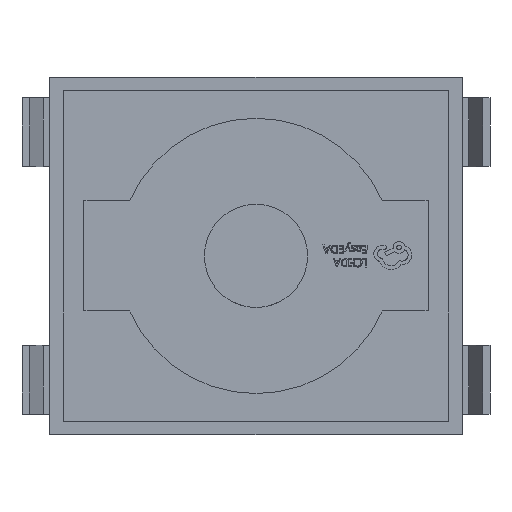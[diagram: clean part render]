
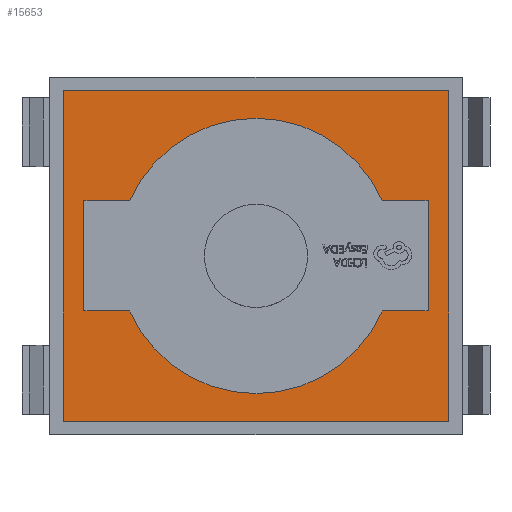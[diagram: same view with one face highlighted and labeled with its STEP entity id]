
A CAD part, top view. The second image highlights one B-rep face of the part: STEP entity #15653.
In plain terms, the highlighted planar face has unit normal (0, 0, 1).
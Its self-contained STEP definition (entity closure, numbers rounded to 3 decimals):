
#287 = ORIENTED_EDGE ( 'NONE', *, *, #7855, .F. ) ;
#325 = VERTEX_POINT ( 'NONE', #18317 ) ;
#411 = VECTOR ( 'NONE', #19116, 1000. ) ;
#423 = EDGE_CURVE ( 'NONE', #9955, #19532, #10697, .T. ) ;
#570 = CARTESIAN_POINT ( 'NONE',  ( -1.4, -1.2, 0.05 ) ) ;
#942 = CARTESIAN_POINT ( 'NONE',  ( 1.25, 0.4, 0.05 ) ) ;
#1290 = VECTOR ( 'NONE', #12227, 1000. ) ;
#1598 = CARTESIAN_POINT ( 'NONE',  ( -1.4, 1.2, 0.05 ) ) ;
#1718 = VERTEX_POINT ( 'NONE', #15160 ) ;
#1903 = DIRECTION ( 'NONE',  ( -1., 0., 0. ) ) ;
#2099 = VERTEX_POINT ( 'NONE', #15041 ) ;
#2220 = DIRECTION ( 'NONE',  ( 0., -1., 0. ) ) ;
#2488 = LINE ( 'NONE', #7598, #1290 ) ;
#2538 = CIRCLE ( 'NONE', #3548, 1. ) ;
#2673 = VECTOR ( 'NONE', #2220, 1000. ) ;
#2911 = PLANE ( 'NONE',  #19454 ) ;
#3009 = DIRECTION ( 'NONE',  ( -1., 0., 0. ) ) ;
#3376 = VECTOR ( 'NONE', #17763, 1000. ) ;
#3548 = AXIS2_PLACEMENT_3D ( 'NONE', #10642, #4288, #10742 ) ;
#3572 = DIRECTION ( 'NONE',  ( -1., 0., 0. ) ) ;
#3852 = DIRECTION ( 'NONE',  ( 0., -1., 0. ) ) ;
#4136 = EDGE_CURVE ( 'NONE', #8726, #18793, #8575, .T. ) ;
#4246 = DIRECTION ( 'NONE',  ( -1., 0., 0. ) ) ;
#4288 = DIRECTION ( 'NONE',  ( 0., 0., 1. ) ) ;
#4604 = LINE ( 'NONE', #12591, #411 ) ;
#4806 = DIRECTION ( 'NONE',  ( 0., 1., 0. ) ) ;
#4948 = LINE ( 'NONE', #18065, #11622 ) ;
#4987 = ORIENTED_EDGE ( 'NONE', *, *, #7460, .F. ) ;
#5034 = ORIENTED_EDGE ( 'NONE', *, *, #18343, .F. ) ;
#5261 = ORIENTED_EDGE ( 'NONE', *, *, #11396, .F. ) ;
#5430 = CARTESIAN_POINT ( 'NONE',  ( 1.4, -1.2, 0.05 ) ) ;
#5758 = DIRECTION ( 'NONE',  ( 1., 0., 0. ) ) ;
#5970 = FACE_BOUND ( 'NONE', #13287, .T. ) ;
#6066 = EDGE_CURVE ( 'NONE', #325, #9955, #9257, .T. ) ;
#6205 = VERTEX_POINT ( 'NONE', #17181 ) ;
#6461 = VECTOR ( 'NONE', #5758, 1000. ) ;
#6604 = VECTOR ( 'NONE', #4806, 1000. ) ;
#6626 = CARTESIAN_POINT ( 'NONE',  ( -1.25, 0.4, 0.05 ) ) ;
#6653 = VERTEX_POINT ( 'NONE', #12933 ) ;
#7460 = EDGE_CURVE ( 'NONE', #16042, #6205, #19365, .T. ) ;
#7598 = CARTESIAN_POINT ( 'NONE',  ( 1.4, -1.2, 0.05 ) ) ;
#7729 = CARTESIAN_POINT ( 'NONE',  ( 0., 0., 0.05 ) ) ;
#7855 = EDGE_CURVE ( 'NONE', #2099, #14254, #7962, .T. ) ;
#7962 = LINE ( 'NONE', #19323, #11755 ) ;
#8575 = LINE ( 'NONE', #570, #13283 ) ;
#8726 = VERTEX_POINT ( 'NONE', #1598 ) ;
#9062 = VECTOR ( 'NONE', #4246, 1000. ) ;
#9257 = LINE ( 'NONE', #16029, #6604 ) ;
#9422 = EDGE_CURVE ( 'NONE', #6205, #1718, #2538, .T. ) ;
#9531 = ORIENTED_EDGE ( 'NONE', *, *, #15146, .T. ) ;
#9805 = EDGE_CURVE ( 'NONE', #6653, #8726, #4948, .T. ) ;
#9846 = CARTESIAN_POINT ( 'NONE',  ( -1.4, -1.2, 0.05 ) ) ;
#9955 = VERTEX_POINT ( 'NONE', #942 ) ;
#10110 = CIRCLE ( 'NONE', #16869, 1. ) ;
#10642 = CARTESIAN_POINT ( 'NONE',  ( 0., 0., 0.05 ) ) ;
#10697 = LINE ( 'NONE', #20343, #9062 ) ;
#10742 = DIRECTION ( 'NONE',  ( 1., 0., 0. ) ) ;
#11005 = EDGE_CURVE ( 'NONE', #18793, #11527, #4604, .T. ) ;
#11355 = CARTESIAN_POINT ( 'NONE',  ( -1.25, -0.4, 0.05 ) ) ;
#11396 = EDGE_CURVE ( 'NONE', #1718, #325, #20178, .T. ) ;
#11527 = VERTEX_POINT ( 'NONE', #5430 ) ;
#11622 = VECTOR ( 'NONE', #1903, 1000. ) ;
#11755 = VECTOR ( 'NONE', #3572, 1000. ) ;
#11796 = CARTESIAN_POINT ( 'NONE',  ( -1.25, 0.4, 0.05 ) ) ;
#12032 = CARTESIAN_POINT ( 'NONE',  ( 1.25, -0.4, 0.05 ) ) ;
#12035 = ORIENTED_EDGE ( 'NONE', *, *, #16383, .F. ) ;
#12104 = DIRECTION ( 'NONE',  ( 1., 0., 0. ) ) ;
#12147 = ORIENTED_EDGE ( 'NONE', *, *, #6066, .F. ) ;
#12219 = CARTESIAN_POINT ( 'NONE',  ( 0., 0., 0.05 ) ) ;
#12227 = DIRECTION ( 'NONE',  ( 0., 1., 0. ) ) ;
#12591 = CARTESIAN_POINT ( 'NONE',  ( -1.4, -1.2, 0.05 ) ) ;
#12933 = CARTESIAN_POINT ( 'NONE',  ( 1.4, 1.2, 0.05 ) ) ;
#13283 = VECTOR ( 'NONE', #3852, 1000. ) ;
#13287 = EDGE_LOOP ( 'NONE', ( #20288, #12147, #5261, #19056, #4987, #12035, #287, #5034 ) ) ;
#13823 = FACE_OUTER_BOUND ( 'NONE', #16881, .T. ) ;
#14254 = VERTEX_POINT ( 'NONE', #11796 ) ;
#15041 = CARTESIAN_POINT ( 'NONE',  ( -0.917, 0.4, 0.05 ) ) ;
#15146 = EDGE_CURVE ( 'NONE', #11527, #6653, #2488, .T. ) ;
#15160 = CARTESIAN_POINT ( 'NONE',  ( 0.917, -0.4, 0.05 ) ) ;
#15653 = ADVANCED_FACE ( 'NONE', ( #5970, #13823 ), #2911, .F. ) ;
#16029 = CARTESIAN_POINT ( 'NONE',  ( 1.25, 0.4, 0.05 ) ) ;
#16042 = VERTEX_POINT ( 'NONE', #16307 ) ;
#16307 = CARTESIAN_POINT ( 'NONE',  ( -1.25, -0.4, 0.05 ) ) ;
#16383 = EDGE_CURVE ( 'NONE', #14254, #16042, #19774, .T. ) ;
#16869 = AXIS2_PLACEMENT_3D ( 'NONE', #12219, #18645, #12104 ) ;
#16881 = EDGE_LOOP ( 'NONE', ( #9531, #19276, #16994, #18109 ) ) ;
#16994 = ORIENTED_EDGE ( 'NONE', *, *, #4136, .T. ) ;
#17181 = CARTESIAN_POINT ( 'NONE',  ( -0.917, -0.4, 0.05 ) ) ;
#17485 = DIRECTION ( 'NONE',  ( 0., 0., -1. ) ) ;
#17763 = DIRECTION ( 'NONE',  ( 1., 0., 0. ) ) ;
#18065 = CARTESIAN_POINT ( 'NONE',  ( -1.4, 1.2, 0.05 ) ) ;
#18109 = ORIENTED_EDGE ( 'NONE', *, *, #11005, .T. ) ;
#18227 = CARTESIAN_POINT ( 'NONE',  ( 0.917, 0.4, 0.05 ) ) ;
#18317 = CARTESIAN_POINT ( 'NONE',  ( 1.25, -0.4, 0.05 ) ) ;
#18343 = EDGE_CURVE ( 'NONE', #19532, #2099, #10110, .T. ) ;
#18645 = DIRECTION ( 'NONE',  ( 0., 0., 1. ) ) ;
#18793 = VERTEX_POINT ( 'NONE', #9846 ) ;
#19056 = ORIENTED_EDGE ( 'NONE', *, *, #9422, .F. ) ;
#19116 = DIRECTION ( 'NONE',  ( 1., 0., 0. ) ) ;
#19276 = ORIENTED_EDGE ( 'NONE', *, *, #9805, .T. ) ;
#19323 = CARTESIAN_POINT ( 'NONE',  ( -1.25, 0.4, 0.05 ) ) ;
#19365 = LINE ( 'NONE', #11355, #3376 ) ;
#19454 = AXIS2_PLACEMENT_3D ( 'NONE', #7729, #17485, #3009 ) ;
#19532 = VERTEX_POINT ( 'NONE', #18227 ) ;
#19774 = LINE ( 'NONE', #6626, #2673 ) ;
#20178 = LINE ( 'NONE', #12032, #6461 ) ;
#20288 = ORIENTED_EDGE ( 'NONE', *, *, #423, .F. ) ;
#20343 = CARTESIAN_POINT ( 'NONE',  ( 1.25, 0.4, 0.05 ) ) ;
